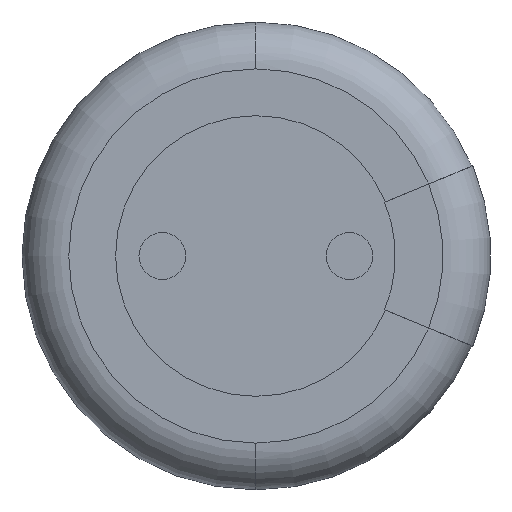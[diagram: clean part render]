
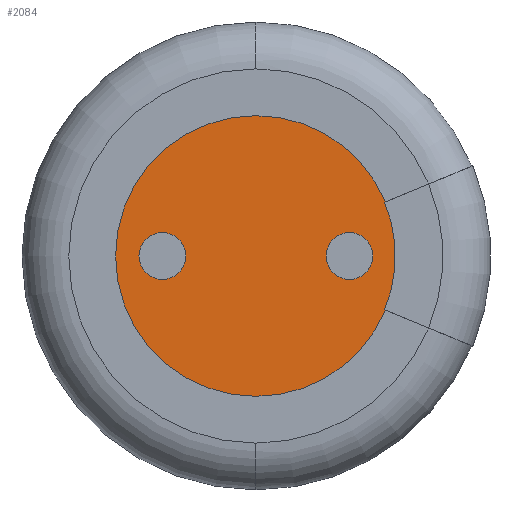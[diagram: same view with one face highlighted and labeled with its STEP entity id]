
A CAD part, front view. The second image highlights one B-rep face of the part: STEP entity #2084.
In plain terms, the highlighted planar face has unit normal (0, -1, 0).
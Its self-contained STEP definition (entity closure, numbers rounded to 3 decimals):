
#17 = VERTEX_POINT ( 'NONE', #1005 ) ;
#137 = EDGE_CURVE ( 'NONE', #1460, #558, #520, .T. ) ;
#166 = AXIS2_PLACEMENT_3D ( 'NONE', #582, #1783, #753 ) ;
#184 = CARTESIAN_POINT ( 'NONE',  ( -0.001, 0.3, 0.004 ) ) ;
#190 = VERTEX_POINT ( 'NONE', #197 ) ;
#196 = ORIENTED_EDGE ( 'NONE', *, *, #1668, .F. ) ;
#197 = CARTESIAN_POINT ( 'NONE',  ( 1.384, 0.3, -0.578 ) ) ;
#209 = CARTESIAN_POINT ( 'NONE',  ( 0., 0.3, 0. ) ) ;
#231 = DIRECTION ( 'NONE',  ( 0., -1., 0. ) ) ;
#258 = DIRECTION ( 'NONE',  ( 0., -1., 0. ) ) ;
#262 = EDGE_CURVE ( 'NONE', #1298, #729, #1344, .T. ) ;
#317 = FACE_BOUND ( 'NONE', #1923, .T. ) ;
#320 = EDGE_CURVE ( 'NONE', #729, #1298, #1509, .T. ) ;
#360 = EDGE_CURVE ( 'NONE', #501, #1254, #1077, .T. ) ;
#380 = DIRECTION ( 'NONE',  ( 0., 0., -1. ) ) ;
#405 = ORIENTED_EDGE ( 'NONE', *, *, #910, .T. ) ;
#501 = VERTEX_POINT ( 'NONE', #1142 ) ;
#513 = AXIS2_PLACEMENT_3D ( 'NONE', #1940, #906, #2108 ) ;
#520 = CIRCLE ( 'NONE', #1744, 1.5 ) ;
#527 = DIRECTION ( 'NONE',  ( 0., -1., 0. ) ) ;
#546 = VERTEX_POINT ( 'NONE', #1502 ) ;
#558 = VERTEX_POINT ( 'NONE', #795 ) ;
#582 = CARTESIAN_POINT ( 'NONE',  ( -1., 0.3, 0. ) ) ;
#600 = EDGE_LOOP ( 'NONE', ( #196, #686, #405, #1895, #1008, #1064 ) ) ;
#686 = ORIENTED_EDGE ( 'NONE', *, *, #137, .T. ) ;
#729 = VERTEX_POINT ( 'NONE', #842 ) ;
#753 = DIRECTION ( 'NONE',  ( 0., 0., -1. ) ) ;
#771 = CARTESIAN_POINT ( 'NONE',  ( 1., 0.3, 0. ) ) ;
#788 = ORIENTED_EDGE ( 'NONE', *, *, #320, .F. ) ;
#795 = CARTESIAN_POINT ( 'NONE',  ( 0., 0.3, 1.5 ) ) ;
#796 = AXIS2_PLACEMENT_3D ( 'NONE', #1275, #258, #1454 ) ;
#842 = CARTESIAN_POINT ( 'NONE',  ( -1., 0.3, 0.25 ) ) ;
#845 = VERTEX_POINT ( 'NONE', #2051 ) ;
#853 = CARTESIAN_POINT ( 'NONE',  ( 0., 0.3, 0. ) ) ;
#906 = DIRECTION ( 'NONE',  ( 0., -1., 0. ) ) ;
#910 = EDGE_CURVE ( 'NONE', #558, #546, #1581, .T. ) ;
#915 = VECTOR ( 'NONE', #1562, 1000. ) ;
#931 = EDGE_CURVE ( 'NONE', #190, #845, #1124, .T. ) ;
#943 = DIRECTION ( 'NONE',  ( 0., 0., 1. ) ) ;
#984 = DIRECTION ( 'NONE',  ( 0., -1., 0. ) ) ;
#1005 = CARTESIAN_POINT ( 'NONE',  ( 1.376, 0.3, 0.574 ) ) ;
#1008 = ORIENTED_EDGE ( 'NONE', *, *, #931, .T. ) ;
#1018 = DIRECTION ( 'NONE',  ( 0., 0., -1. ) ) ;
#1057 = CARTESIAN_POINT ( 'NONE',  ( -0.001, 0.3, -0.004 ) ) ;
#1064 = ORIENTED_EDGE ( 'NONE', *, *, #1739, .T. ) ;
#1077 = CIRCLE ( 'NONE', #1184, 0.25 ) ;
#1102 = CIRCLE ( 'NONE', #513, 1.5 ) ;
#1114 = EDGE_CURVE ( 'NONE', #1254, #501, #1916, .T. ) ;
#1124 = LINE ( 'NONE', #1057, #1995 ) ;
#1142 = CARTESIAN_POINT ( 'NONE',  ( 1., 0.3, -0.25 ) ) ;
#1167 = AXIS2_PLACEMENT_3D ( 'NONE', #209, #1399, #380 ) ;
#1184 = AXIS2_PLACEMENT_3D ( 'NONE', #771, #1977, #943 ) ;
#1218 = DIRECTION ( 'NONE',  ( -0.924, 0., 0.383 ) ) ;
#1242 = CARTESIAN_POINT ( 'NONE',  ( -1., 0.3, 0. ) ) ;
#1254 = VERTEX_POINT ( 'NONE', #1785 ) ;
#1275 = CARTESIAN_POINT ( 'NONE',  ( 1., 0.3, 0. ) ) ;
#1298 = VERTEX_POINT ( 'NONE', #2146 ) ;
#1344 = CIRCLE ( 'NONE', #2049, 0.25 ) ;
#1354 = ORIENTED_EDGE ( 'NONE', *, *, #262, .F. ) ;
#1399 = DIRECTION ( 'NONE',  ( 0., -1., 0. ) ) ;
#1409 = ORIENTED_EDGE ( 'NONE', *, *, #1114, .F. ) ;
#1428 = DIRECTION ( 'NONE',  ( 0., 0., -1. ) ) ;
#1454 = DIRECTION ( 'NONE',  ( 0., 0., 1. ) ) ;
#1460 = VERTEX_POINT ( 'NONE', #2181 ) ;
#1502 = CARTESIAN_POINT ( 'NONE',  ( 0., 0.3, -1.5 ) ) ;
#1509 = CIRCLE ( 'NONE', #166, 0.25 ) ;
#1548 = CARTESIAN_POINT ( 'NONE',  ( 0., 0.3, 0. ) ) ;
#1552 = EDGE_CURVE ( 'NONE', #546, #190, #2061, .T. ) ;
#1562 = DIRECTION ( 'NONE',  ( -0.924, 0., -0.383 ) ) ;
#1581 = CIRCLE ( 'NONE', #1167, 1.5 ) ;
#1624 = FACE_BOUND ( 'NONE', #1634, .T. ) ;
#1634 = EDGE_LOOP ( 'NONE', ( #788, #1354 ) ) ;
#1668 = EDGE_CURVE ( 'NONE', #1460, #17, #1839, .T. ) ;
#1724 = DIRECTION ( 'NONE',  ( 0., 0., -1. ) ) ;
#1739 = EDGE_CURVE ( 'NONE', #845, #17, #1102, .T. ) ;
#1744 = AXIS2_PLACEMENT_3D ( 'NONE', #1548, #527, #1724 ) ;
#1783 = DIRECTION ( 'NONE',  ( 0., -1., 0. ) ) ;
#1785 = CARTESIAN_POINT ( 'NONE',  ( 1., 0.3, 0.25 ) ) ;
#1839 = LINE ( 'NONE', #184, #915 ) ;
#1872 = AXIS2_PLACEMENT_3D ( 'NONE', #853, #2050, #1018 ) ;
#1895 = ORIENTED_EDGE ( 'NONE', *, *, #1552, .T. ) ;
#1916 = CIRCLE ( 'NONE', #796, 0.25 ) ;
#1923 = EDGE_LOOP ( 'NONE', ( #1409, #2027 ) ) ;
#1931 = AXIS2_PLACEMENT_3D ( 'NONE', #2013, #984, #2188 ) ;
#1940 = CARTESIAN_POINT ( 'NONE',  ( -0.01, 0.3, 0. ) ) ;
#1977 = DIRECTION ( 'NONE',  ( 0., -1., 0. ) ) ;
#1995 = VECTOR ( 'NONE', #1218, 1000. ) ;
#2006 = PLANE ( 'NONE',  #1931 ) ;
#2013 = CARTESIAN_POINT ( 'NONE',  ( 0., 0.3, 0. ) ) ;
#2027 = ORIENTED_EDGE ( 'NONE', *, *, #360, .F. ) ;
#2049 = AXIS2_PLACEMENT_3D ( 'NONE', #1242, #231, #1428 ) ;
#2050 = DIRECTION ( 'NONE',  ( 0., -1., 0. ) ) ;
#2051 = CARTESIAN_POINT ( 'NONE',  ( 1.376, 0.3, -0.574 ) ) ;
#2061 = CIRCLE ( 'NONE', #1872, 1.5 ) ;
#2084 = ADVANCED_FACE ( 'NONE', ( #2090, #1624, #317 ), #2006, .T. ) ;
#2090 = FACE_OUTER_BOUND ( 'NONE', #600, .T. ) ;
#2108 = DIRECTION ( 'NONE',  ( 0., 0., -1. ) ) ;
#2146 = CARTESIAN_POINT ( 'NONE',  ( -1., 0.3, -0.25 ) ) ;
#2181 = CARTESIAN_POINT ( 'NONE',  ( 1.384, 0.3, 0.578 ) ) ;
#2188 = DIRECTION ( 'NONE',  ( 0., 0., -1. ) ) ;
